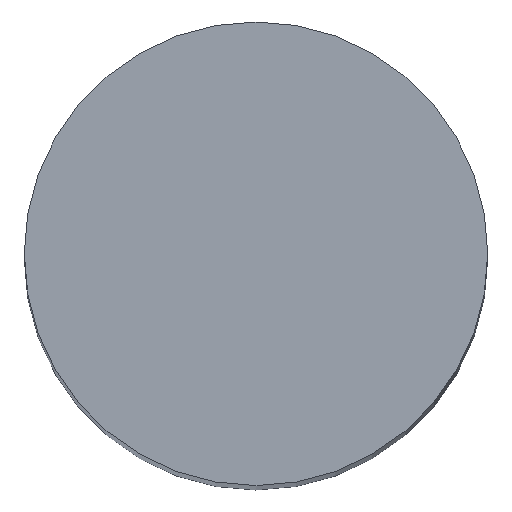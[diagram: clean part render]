
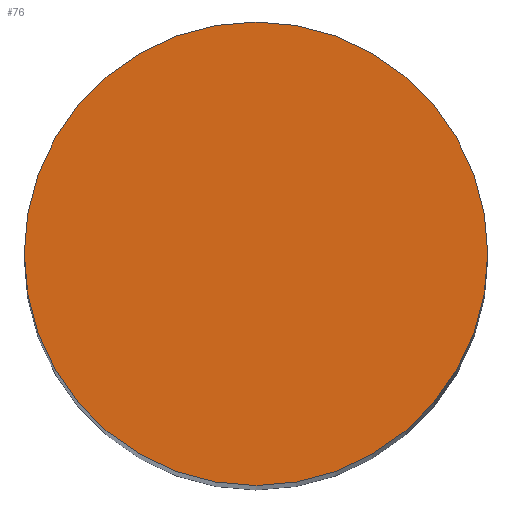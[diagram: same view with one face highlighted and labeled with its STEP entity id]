
A CAD part, top view. The second image highlights one B-rep face of the part: STEP entity #76.
In plain terms, the highlighted planar face has unit normal (0, 0, 1).
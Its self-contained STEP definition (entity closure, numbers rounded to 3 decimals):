
#7 = CARTESIAN_POINT ( 'NONE',  ( 0., 0., 550. ) ) ;
#13 = AXIS2_PLACEMENT_3D ( 'NONE', #7, #47, #142 ) ;
#18 = DIRECTION ( 'NONE',  ( 0., 0., 1. ) ) ;
#26 = AXIS2_PLACEMENT_3D ( 'NONE', #60, #18, #81 ) ;
#27 = FACE_OUTER_BOUND ( 'NONE', #108, .T. ) ;
#36 = PLANE ( 'NONE',  #148 ) ;
#41 = EDGE_CURVE ( 'NONE', #73, #75, #139, .T. ) ;
#46 = ORIENTED_EDGE ( 'NONE', *, *, #41, .T. ) ;
#47 = DIRECTION ( 'NONE',  ( 0., 0., 1. ) ) ;
#48 = CARTESIAN_POINT ( 'NONE',  ( -50., 0., 550. ) ) ;
#51 = CARTESIAN_POINT ( 'NONE',  ( 0., 0., 550. ) ) ;
#60 = CARTESIAN_POINT ( 'NONE',  ( 0., 0., 550. ) ) ;
#73 = VERTEX_POINT ( 'NONE', #48 ) ;
#75 = VERTEX_POINT ( 'NONE', #152 ) ;
#76 = ADVANCED_FACE ( 'NONE', ( #27 ), #36, .T. ) ;
#81 = DIRECTION ( 'NONE',  ( 1., 0., 0. ) ) ;
#104 = DIRECTION ( 'NONE',  ( 0., 0., 1. ) ) ;
#108 = EDGE_LOOP ( 'NONE', ( #46, #114 ) ) ;
#114 = ORIENTED_EDGE ( 'NONE', *, *, #134, .T. ) ;
#119 = DIRECTION ( 'NONE',  ( 1., 0., 0. ) ) ;
#134 = EDGE_CURVE ( 'NONE', #75, #73, #136, .T. ) ;
#136 = CIRCLE ( 'NONE', #26, 50. ) ;
#139 = CIRCLE ( 'NONE', #13, 50. ) ;
#142 = DIRECTION ( 'NONE',  ( 1., 0., 0. ) ) ;
#148 = AXIS2_PLACEMENT_3D ( 'NONE', #51, #104, #119 ) ;
#152 = CARTESIAN_POINT ( 'NONE',  ( 50., 0., 550. ) ) ;
